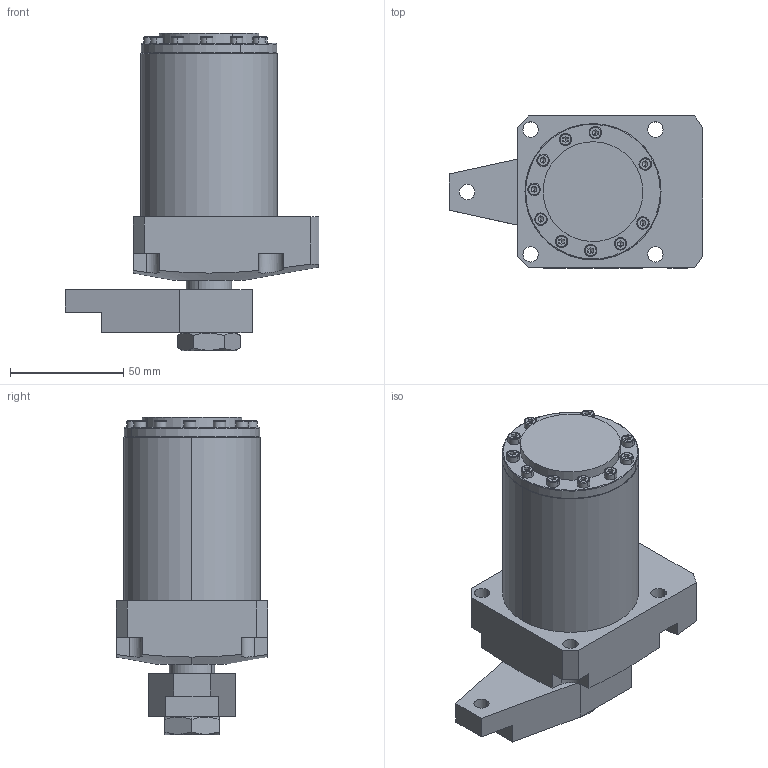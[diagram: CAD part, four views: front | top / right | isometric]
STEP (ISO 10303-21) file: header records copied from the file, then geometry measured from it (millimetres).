
FILE_DESCRIPTION (( 'STEP AP214' ), '1' );
FILE_NAME ('CPF-40UL(R)-90.STEP', '2019-04-13T07:07:29', ( '' ), ( '' ), 'SwSTEP 2.0', 'SolidWorks 2016', '' );
FILE_SCHEMA (( 'AUTOMOTIVE_DESIGN' ));
Length unit declared in the file: millimetre
Products named in the file (10): CPF-40UL(R)-90; 綴裔; 揤旋; 縐銅; 活塞杆-1; 詩紩4_1; 菜遠; 掛极; hexagon socket head cap screws gb_GB_FASTENER_SCREWS_HSHCS M3X12-S_1; hex thin nuts grades ab gb_GB_FASTENER_NUT_STNABTT M16X1.5-N_1
Assembly tree (18 placements, depth 2):
  CPF-40UL(R)-90
    hex thin nuts grades ab gb_GB_FASTENER_NUT_STNABTT M16X1.5-N_1
    hexagon socket head cap screws gb_GB_FASTENER_SCREWS_HSHCS M3X12-S_1  x10
    掛极
    菜遠
    詩紩4_1
    活塞杆-1
    縐銅
    揤旋
    綴裔
Bounding box: 112 x 67 x 140 mm (x, y, z)
Volume: 352423.5 mm3; surface area: 85849.1 mm2
Topology: 18 solids, 18 shells, 2754 faces, 5704 edges, 2990 vertices
Faces by surface type: cone 1567, cylinder 910, plane 223, torus 26, bspline 25, sphere 3
Entity records: 18077 total; most frequent: CARTESIAN_POINT 4983, DIRECTION 2800, ORIENTED_EDGE 2416, EDGE_CURVE 1208, AXIS2_PLACEMENT_3D 1138, VERTEX_POINT 710, EDGE_LOOP 632, CIRCLE 575
